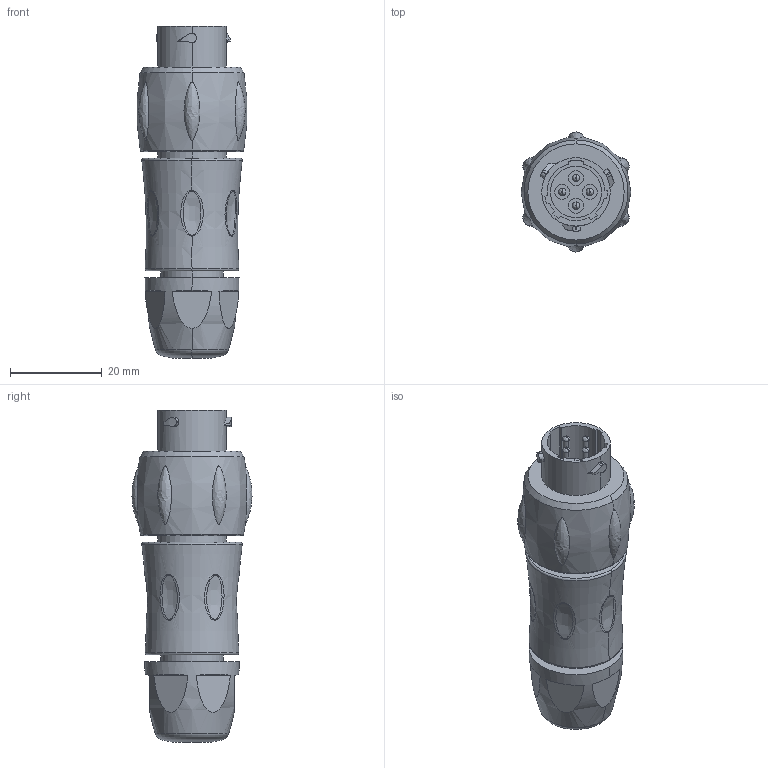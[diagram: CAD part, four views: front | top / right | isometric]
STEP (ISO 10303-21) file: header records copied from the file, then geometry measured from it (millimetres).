
FILE_DESCRIPTION((''),'2;1');
FILE_NAME('UTS1JC104P-CATALOGUE_SW0001_PRT','2010-09-17T',('amartin'),(''),'PRO/ENGINEER BY PARAMETRIC TECHNOLOGY CORPORATION, 2007390','PRO/ENGINEER BY PARAMETRIC TECHNOLOGY CORPORATION, 2007390','');
FILE_SCHEMA(('CONFIG_CONTROL_DESIGN'));
Length unit declared in the file: millimetre
Products named in the file (1): UTS1JC104P-CATALOGUE_SW0001_PRT
Bounding box: 23.85 x 26.14 x 72.28 mm (x, y, z)
Volume: 21541.2 mm3; surface area: 6620.6 mm2
Topology: 1 solids, 1 shells, 158 faces, 358 edges, 231 vertices
Faces by surface type: plane 57, cylinder 51, bspline 38, torus 10, sphere 2
Entity records: 7897 total; most frequent: CARTESIAN_POINT 4496, ORIENTED_EDGE 716, DIRECTION 656, EDGE_CURVE 358, AXIS2_PLACEMENT_3D 272, VERTEX_POINT 231, EDGE_LOOP 187, FACE_OUTER_BOUND 158
